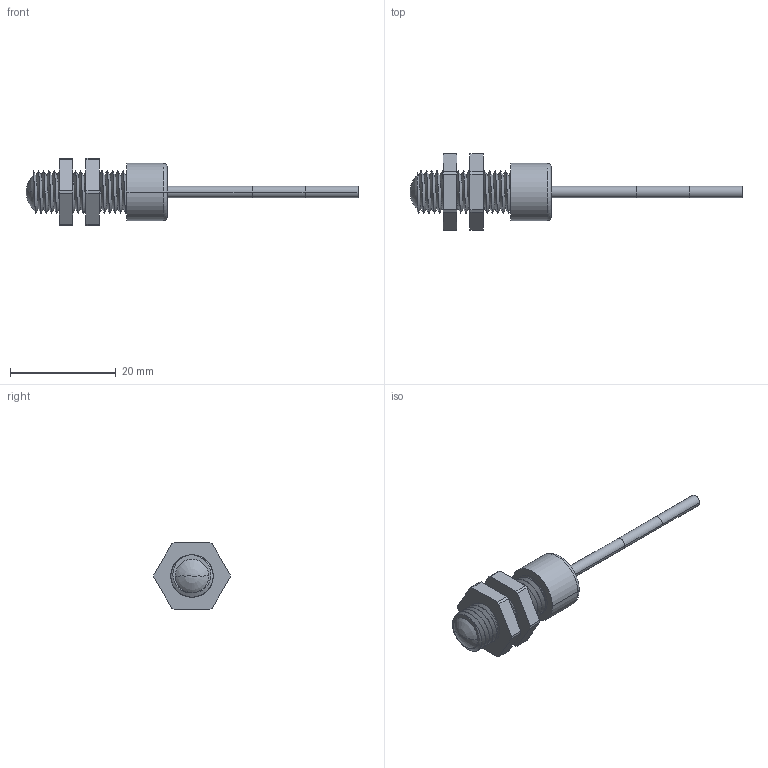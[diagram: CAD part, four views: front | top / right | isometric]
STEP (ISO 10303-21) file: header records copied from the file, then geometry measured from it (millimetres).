
FILE_DESCRIPTION((''),'2;1');
FILE_NAME('161893_ASM','2016-01-05T',('pdmadmin'),(''),'PRO/ENGINEER BY PARAMETRIC TECHNOLOGY CORPORATION, 2013230','PRO/ENGINEER BY PARAMETRIC TECHNOLOGY CORPORATION, 2013230','');
FILE_SCHEMA(('CONFIG_CONTROL_DESIGN'));
Length unit declared in the file: inch
Products named in the file (7): 33139; 10140; 33140; 33267; 33141; 33142; 161893_ASM
Assembly tree (7 placements, depth 2):
  161893_ASM
    33139
    10140
    33140
    33267  x2
    33141
    33142
Bounding box: 62.7 x 14.38 x 12.7 mm (x, y, z)
Volume: 2044.9 mm3; surface area: 3650.2 mm2
Topology: 7 solids, 11 shells, 161 faces, 408 edges, 264 vertices
Faces by surface type: cylinder 88, plane 43, bspline 20, torus 6, revolution 2, cone 2
Entity records: 10891 total; most frequent: CARTESIAN_POINT 7485, ORIENTED_EDGE 704, DIRECTION 605, EDGE_CURVE 358, AXIS2_PLACEMENT_3D 234, VERTEX_POINT 232, EDGE_LOOP 158, FACE_OUTER_BOUND 143
